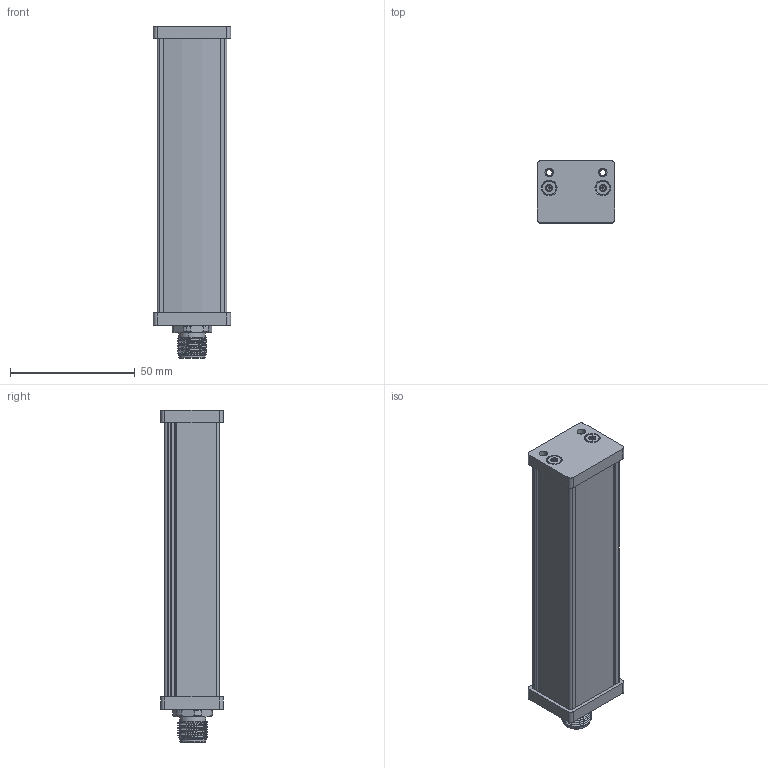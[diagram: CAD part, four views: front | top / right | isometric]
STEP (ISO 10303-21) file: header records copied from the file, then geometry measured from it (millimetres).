
FILE_DESCRIPTION (( 'STEP AP214' ), '1' );
FILE_NAME ('PD01__5_Y.STEP', '2025-02-25T18:29:46', ( '' ), ( '' ), 'SwSTEP 2.0', 'SolidWorks 2024', '' );
FILE_SCHEMA (( 'AUTOMOTIVE_DESIGN' ));
Length unit declared in the file: millimetre
Products named in the file (1): PD01__5_Y
Bounding box: 31 x 25 x 133.1 mm (x, y, z)
Volume: 72117.6 mm3; surface area: 21385.8 mm2
Topology: 1 solids, 15 shells, 563 faces, 1420 edges, 890 vertices
Faces by surface type: cylinder 296, cone 139, plane 89, torus 18, bspline 13, sphere 8
Entity records: 22593 total; most frequent: CARTESIAN_POINT 9289, ORIENTED_EDGE 2816, DIRECTION 2741, EDGE_CURVE 1408, AXIS2_PLACEMENT_3D 1113, VERTEX_POINT 886, EDGE_LOOP 618, FACE_OUTER_BOUND 563
